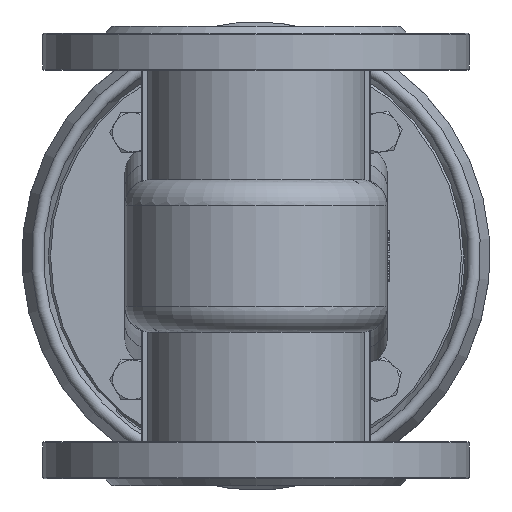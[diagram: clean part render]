
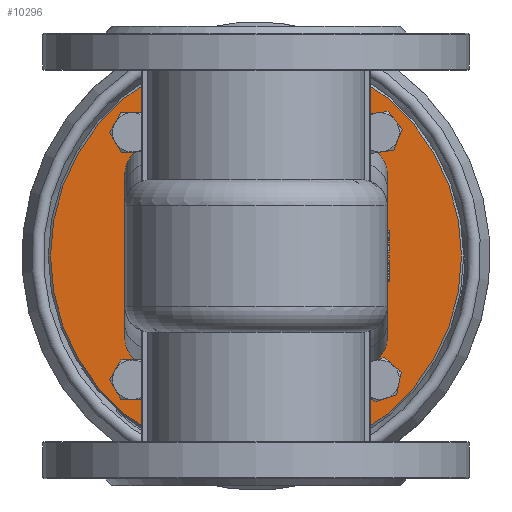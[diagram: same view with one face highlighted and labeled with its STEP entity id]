
A CAD part, front view. The second image highlights one B-rep face of the part: STEP entity #10296.
In plain terms, the highlighted planar face has unit normal (0, -1, 0).
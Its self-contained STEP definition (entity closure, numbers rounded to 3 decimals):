
#254=FACE_BOUND('',#2091,.T.);
#255=FACE_BOUND('',#2092,.T.);
#256=FACE_BOUND('',#2093,.T.);
#257=FACE_BOUND('',#2094,.T.);
#258=FACE_BOUND('',#2095,.T.);
#307=ELLIPSE('',#11346,12.369,12.);
#308=ELLIPSE('',#11347,12.369,12.);
#309=ELLIPSE('',#11348,12.369,12.);
#310=ELLIPSE('',#11349,12.369,12.);
#477=PLANE('',#11341);
#968=CIRCLE('',#11340,94.);
#969=CIRCLE('',#11342,6.);
#970=CIRCLE('',#11343,6.);
#971=CIRCLE('',#11344,6.);
#972=CIRCLE('',#11345,6.);
#1462=FACE_OUTER_BOUND('',#2090,.T.);
#2090=EDGE_LOOP('',(#7514));
#2091=EDGE_LOOP('',(#7515));
#2092=EDGE_LOOP('',(#7516));
#2093=EDGE_LOOP('',(#7517));
#2094=EDGE_LOOP('',(#7518));
#2095=EDGE_LOOP('',(#7519,#7520,#7521,#7522,#7523,#7524,#7525,#7526));
#2961=LINE('',#16637,#3586);
#2962=LINE('',#16641,#3587);
#2963=LINE('',#16645,#3588);
#2964=LINE('',#16649,#3589);
#3586=VECTOR('',#13214,10.);
#3587=VECTOR('',#13217,10.);
#3588=VECTOR('',#13220,10.);
#3589=VECTOR('',#13223,10.);
#4325=VERTEX_POINT('',#16623);
#4326=VERTEX_POINT('',#16627);
#4327=VERTEX_POINT('',#16629);
#4328=VERTEX_POINT('',#16631);
#4329=VERTEX_POINT('',#16633);
#4330=VERTEX_POINT('',#16635);
#4331=VERTEX_POINT('',#16636);
#4332=VERTEX_POINT('',#16638);
#4333=VERTEX_POINT('',#16640);
#4334=VERTEX_POINT('',#16642);
#4335=VERTEX_POINT('',#16644);
#4336=VERTEX_POINT('',#16646);
#4337=VERTEX_POINT('',#16648);
#5464=EDGE_CURVE('',#4325,#4325,#968,.T.);
#5465=EDGE_CURVE('',#4326,#4326,#969,.T.);
#5466=EDGE_CURVE('',#4327,#4327,#970,.T.);
#5467=EDGE_CURVE('',#4328,#4328,#971,.T.);
#5468=EDGE_CURVE('',#4329,#4329,#972,.T.);
#5469=EDGE_CURVE('',#4330,#4331,#2961,.T.);
#5470=EDGE_CURVE('',#4331,#4332,#307,.T.);
#5471=EDGE_CURVE('',#4333,#4332,#2962,.T.);
#5472=EDGE_CURVE('',#4334,#4333,#308,.T.);
#5473=EDGE_CURVE('',#4335,#4334,#2963,.T.);
#5474=EDGE_CURVE('',#4336,#4335,#309,.T.);
#5475=EDGE_CURVE('',#4337,#4336,#2964,.T.);
#5476=EDGE_CURVE('',#4337,#4330,#310,.T.);
#7514=ORIENTED_EDGE('',*,*,#5464,.F.);
#7515=ORIENTED_EDGE('',*,*,#5465,.F.);
#7516=ORIENTED_EDGE('',*,*,#5466,.F.);
#7517=ORIENTED_EDGE('',*,*,#5467,.F.);
#7518=ORIENTED_EDGE('',*,*,#5468,.F.);
#7519=ORIENTED_EDGE('',*,*,#5469,.T.);
#7520=ORIENTED_EDGE('',*,*,#5470,.T.);
#7521=ORIENTED_EDGE('',*,*,#5471,.F.);
#7522=ORIENTED_EDGE('',*,*,#5472,.F.);
#7523=ORIENTED_EDGE('',*,*,#5473,.F.);
#7524=ORIENTED_EDGE('',*,*,#5474,.F.);
#7525=ORIENTED_EDGE('',*,*,#5475,.F.);
#7526=ORIENTED_EDGE('',*,*,#5476,.T.);
#10296=ADVANCED_FACE('',(#1462,#254,#255,#256,#257,#258),#477,.F.);
#11340=AXIS2_PLACEMENT_3D('',#16625,#13202,#13203);
#11341=AXIS2_PLACEMENT_3D('',#16626,#13204,#13205);
#11342=AXIS2_PLACEMENT_3D('',#16628,#13206,#13207);
#11343=AXIS2_PLACEMENT_3D('',#16630,#13208,#13209);
#11344=AXIS2_PLACEMENT_3D('',#16632,#13210,#13211);
#11345=AXIS2_PLACEMENT_3D('',#16634,#13212,#13213);
#11346=AXIS2_PLACEMENT_3D('',#16639,#13215,#13216);
#11347=AXIS2_PLACEMENT_3D('',#16643,#13218,#13219);
#11348=AXIS2_PLACEMENT_3D('',#16647,#13221,#13222);
#11349=AXIS2_PLACEMENT_3D('',#16650,#13224,#13225);
#13202=DIRECTION('center_axis',(0.,1.,0.));
#13203=DIRECTION('ref_axis',(-1.,0.,0.));
#13204=DIRECTION('center_axis',(0.,1.,0.));
#13205=DIRECTION('ref_axis',(0.,0.,1.));
#13206=DIRECTION('center_axis',(0.,-1.,0.));
#13207=DIRECTION('ref_axis',(-1.,0.,0.));
#13208=DIRECTION('center_axis',(0.,-1.,0.));
#13209=DIRECTION('ref_axis',(-1.,0.,0.));
#13210=DIRECTION('center_axis',(0.,-1.,0.));
#13211=DIRECTION('ref_axis',(-1.,0.,0.));
#13212=DIRECTION('center_axis',(0.,-1.,0.));
#13213=DIRECTION('ref_axis',(-1.,0.,0.));
#13214=DIRECTION('',(1.,0.,0.));
#13215=DIRECTION('center_axis',(0.,1.,0.));
#13216=DIRECTION('ref_axis',(0.,0.,1.));
#13217=DIRECTION('',(0.,0.,1.));
#13218=DIRECTION('center_axis',(0.,-1.,0.));
#13219=DIRECTION('ref_axis',(0.,0.,-1.));
#13220=DIRECTION('',(1.,0.,0.));
#13221=DIRECTION('center_axis',(0.,-1.,0.));
#13222=DIRECTION('ref_axis',(0.,0.,-1.));
#13223=DIRECTION('',(0.,0.,-1.));
#13224=DIRECTION('center_axis',(0.,1.,0.));
#13225=DIRECTION('ref_axis',(0.,0.,1.));
#16623=CARTESIAN_POINT('',(94.,130.,105.));
#16625=CARTESIAN_POINT('Origin',(0.,130.,105.));
#16626=CARTESIAN_POINT('Origin',(0.,130.,105.));
#16627=CARTESIAN_POINT('',(62.569,130.,48.431));
#16628=CARTESIAN_POINT('Origin',(56.569,130.,48.431));
#16629=CARTESIAN_POINT('',(-50.569,130.,48.431));
#16630=CARTESIAN_POINT('Origin',(-56.569,130.,48.431));
#16631=CARTESIAN_POINT('',(-50.569,130.,161.569));
#16632=CARTESIAN_POINT('Origin',(-56.569,130.,161.569));
#16633=CARTESIAN_POINT('',(62.569,130.,161.569));
#16634=CARTESIAN_POINT('Origin',(56.569,130.,161.569));
#16635=CARTESIAN_POINT('',(-48.,130.,155.));
#16636=CARTESIAN_POINT('',(48.,130.,155.));
#16637=CARTESIAN_POINT('',(0.,130.,155.));
#16638=CARTESIAN_POINT('',(60.,130.,142.631));
#16639=CARTESIAN_POINT('Origin',(48.,130.,142.631));
#16640=CARTESIAN_POINT('',(60.,130.,67.369));
#16641=CARTESIAN_POINT('',(60.,130.,105.));
#16642=CARTESIAN_POINT('',(48.,130.,55.));
#16643=CARTESIAN_POINT('Origin',(48.,130.,67.369));
#16644=CARTESIAN_POINT('',(-48.,130.,55.));
#16645=CARTESIAN_POINT('',(0.,130.,55.));
#16646=CARTESIAN_POINT('',(-60.,130.,67.369));
#16647=CARTESIAN_POINT('Origin',(-48.,130.,67.369));
#16648=CARTESIAN_POINT('',(-60.,130.,142.631));
#16649=CARTESIAN_POINT('',(-60.,130.,105.));
#16650=CARTESIAN_POINT('Origin',(-48.,130.,142.631));
